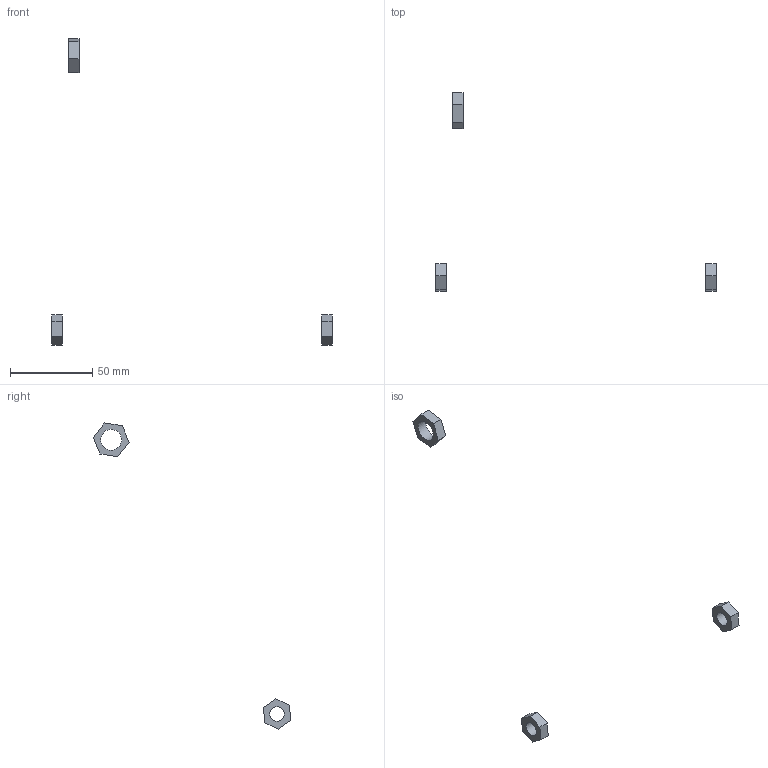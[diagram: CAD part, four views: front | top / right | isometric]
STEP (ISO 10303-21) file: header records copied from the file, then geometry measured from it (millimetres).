
FILE_DESCRIPTION( ( '' ), ' ' );
FILE_NAME( '5de631e5474f5a149d7a4d95.step', '2019-12-03T09:59:02', ( '' ), ( '' ), ' ', ' ', ' ' );
FILE_SCHEMA( ( 'AUTOMOTIVE_DESIGN { 1 0 10303 214 1 1 1 1 }' ) );
Length unit declared in the file: metre
Products named in the file (3): Part 61; Part 28; Part 68
Bounding box: 170.22 x 119.95 x 185.82 mm (x, y, z)
Volume: 3174.8 mm3; surface area: 2725.4 mm2
Topology: 3 solids, 3 shells, 27 faces, 63 edges, 42 vertices
Faces by surface type: plane 24, cylinder 3
Full cylindrical faces by diameter (mm): 8.89 x2, 12.7 x1
Entity records: 1012 total; most frequent: CARTESIAN_POINT 132, DIRECTION 126, ORIENTED_EDGE 120, EDGE_CURVE 60, LINE 54, VECTOR 54, VERTEX_POINT 42, AXIS2_PLACEMENT_3D 36
